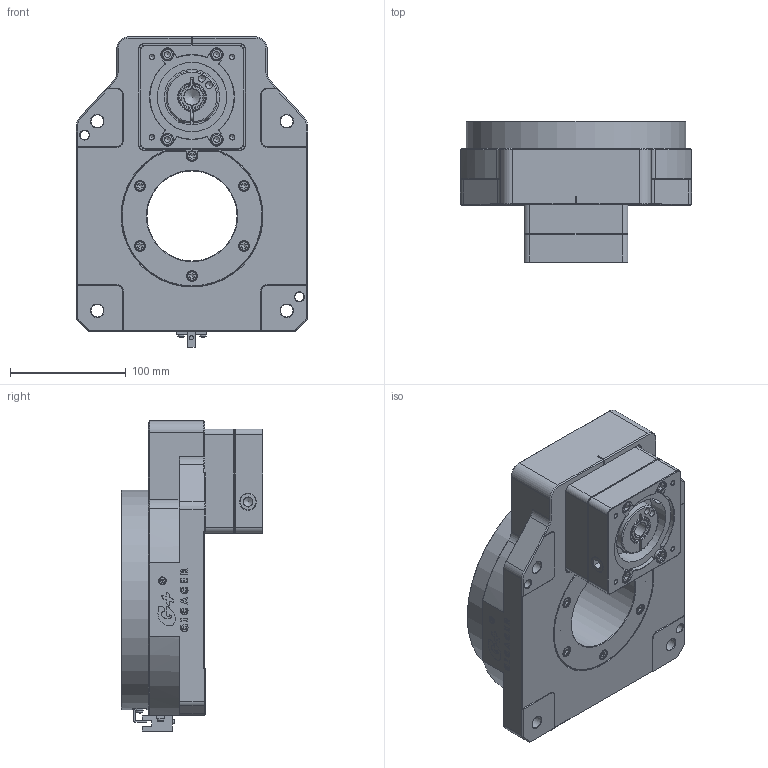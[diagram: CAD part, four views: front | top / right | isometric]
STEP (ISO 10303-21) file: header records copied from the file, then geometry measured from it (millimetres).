
FILE_DESCRIPTION (( 'STEP AP203' ), '1' );
FILE_NAME ('GSB200-10K-ST1.step', '2021-06-01T02:09:52', ( 'Microsoft' ), ( 'Microsoft' ), 'SwSTEP 2.0', 'SolidWorks 2019', '' );
FILE_SCHEMA (( 'CONFIG_CONTROL_DESIGN' ));
Length unit declared in the file: millimetre
Products named in the file (1): GSB200-10K-ST1
Bounding box: 200 x 122.5 x 268.5 mm (x, y, z)
Volume: 2266576.6 mm3; surface area: 409980.7 mm2
Topology: 30 solids, 30 shells, 1332 faces, 3229 edges, 2021 vertices
Faces by surface type: plane 619, cylinder 304, cone 244, bspline 108, torus 53, sphere 4
Full cylindrical faces by diameter (mm): 1.5 x1, 2.5 x4, 3 x4, 3.2 x2, 3.5 x1, 4.2 x10, 5 x19, 5.5 x6, 5.6 x4, 6 x15, 6.5 x5, 6.8 x6, 7.5 x4, 8 x2, 8.5 x6, 9 x6, 10 x5, 11 x8, 12 x4, 14 x3, 16 x2, 17 x4, 19 x2, 20 x1, 21 x1, 29.4 x2, 30 x5, 41 x1, 42 x1, 48 x1
Entity records: 41013 total; most frequent: CARTESIAN_POINT 12174, DIRECTION 5773, ORIENTED_EDGE 5546, EDGE_CURVE 2773, AXIS2_PLACEMENT_3D 2176, VERTEX_POINT 1925, EDGE_LOOP 1856, FACE_OUTER_BOUND 1522
